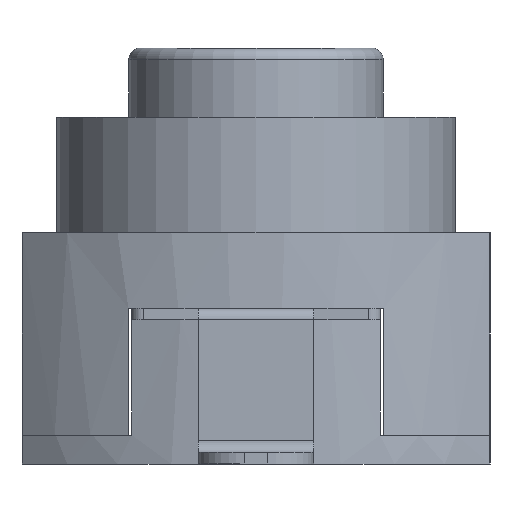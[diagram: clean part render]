
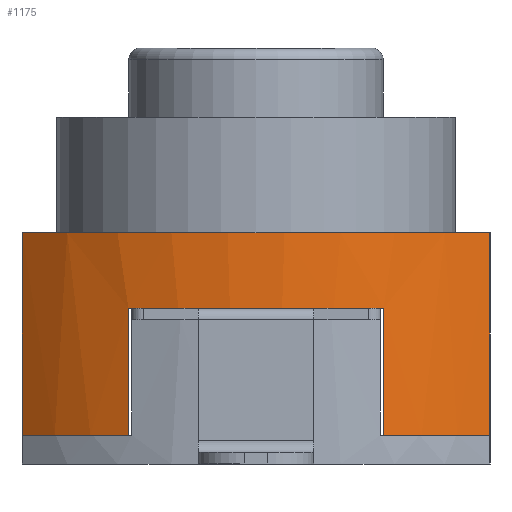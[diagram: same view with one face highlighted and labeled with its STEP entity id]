
A CAD part, left-side view. The second image highlights one B-rep face of the part: STEP entity #1175.
In plain terms, the highlighted cylindrical face has radius 6.05 mm (diameter 12.1 mm), a partial arc.
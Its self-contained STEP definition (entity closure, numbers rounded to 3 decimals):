
#33=CYLINDRICAL_SURFACE('',#1278,6.05);
#61=CIRCLE('',#1270,6.05);
#64=CIRCLE('',#1274,6.05);
#65=CIRCLE('',#1276,6.05);
#67=CIRCLE('',#1279,6.05);
#122=FACE_OUTER_BOUND('',#192,.T.);
#192=EDGE_LOOP('',(#837,#838,#839,#840,#841,#842,#843,#844));
#267=LINE('',#1806,#385);
#269=LINE('',#1812,#387);
#274=LINE('',#1833,#392);
#275=LINE('',#1836,#393);
#385=VECTOR('',#1435,10.);
#387=VECTOR('',#1439,10.);
#392=VECTOR('',#1464,10.);
#393=VECTOR('',#1467,10.);
#501=VERTEX_POINT('',#1800);
#503=VERTEX_POINT('',#1804);
#504=VERTEX_POINT('',#1808);
#506=VERTEX_POINT('',#1811);
#509=VERTEX_POINT('',#1822);
#510=VERTEX_POINT('',#1826);
#512=VERTEX_POINT('',#1832);
#513=VERTEX_POINT('',#1834);
#624=EDGE_CURVE('',#501,#503,#267,.T.);
#626=EDGE_CURVE('',#506,#504,#269,.T.);
#629=EDGE_CURVE('',#503,#506,#61,.T.);
#633=EDGE_CURVE('',#504,#509,#64,.T.);
#634=EDGE_CURVE('',#510,#501,#65,.T.);
#637=EDGE_CURVE('',#509,#512,#274,.T.);
#638=EDGE_CURVE('',#513,#512,#67,.T.);
#639=EDGE_CURVE('',#510,#513,#275,.T.);
#837=ORIENTED_EDGE('',*,*,#624,.T.);
#838=ORIENTED_EDGE('',*,*,#629,.T.);
#839=ORIENTED_EDGE('',*,*,#626,.T.);
#840=ORIENTED_EDGE('',*,*,#633,.T.);
#841=ORIENTED_EDGE('',*,*,#637,.T.);
#842=ORIENTED_EDGE('',*,*,#638,.F.);
#843=ORIENTED_EDGE('',*,*,#639,.F.);
#844=ORIENTED_EDGE('',*,*,#634,.T.);
#1175=ADVANCED_FACE('',(#122),#33,.T.);
#1270=AXIS2_PLACEMENT_3D('',#1817,#1444,#1445);
#1274=AXIS2_PLACEMENT_3D('',#1824,#1453,#1454);
#1276=AXIS2_PLACEMENT_3D('',#1827,#1457,#1458);
#1278=AXIS2_PLACEMENT_3D('',#1831,#1462,#1463);
#1279=AXIS2_PLACEMENT_3D('',#1835,#1465,#1466);
#1435=DIRECTION('',(0.,0.,1.));
#1439=DIRECTION('',(0.,0.,-1.));
#1444=DIRECTION('center_axis',(0.,0.,1.));
#1445=DIRECTION('ref_axis',(-0.743,0.669,0.));
#1453=DIRECTION('center_axis',(0.,0.,1.));
#1454=DIRECTION('ref_axis',(-0.743,0.669,0.));
#1457=DIRECTION('center_axis',(0.,0.,1.));
#1458=DIRECTION('ref_axis',(-0.743,0.669,0.));
#1462=DIRECTION('center_axis',(0.,0.,1.));
#1463=DIRECTION('ref_axis',(-0.743,0.669,0.));
#1464=DIRECTION('',(0.,0.,1.));
#1465=DIRECTION('center_axis',(0.,0.,1.));
#1466=DIRECTION('ref_axis',(-0.743,0.669,0.));
#1467=DIRECTION('',(0.,0.,1.));
#1800=CARTESIAN_POINT('',(-5.632,2.21,0.5));
#1804=CARTESIAN_POINT('',(-5.632,2.21,2.7));
#1806=CARTESIAN_POINT('',(-5.632,2.21,0.5));
#1808=CARTESIAN_POINT('',(-5.632,-2.21,0.5));
#1811=CARTESIAN_POINT('',(-5.632,-2.21,2.7));
#1812=CARTESIAN_POINT('',(-5.632,-2.21,0.5));
#1817=CARTESIAN_POINT('Origin',(0.,0.,2.7));
#1822=CARTESIAN_POINT('',(-4.494,-4.05,0.5));
#1824=CARTESIAN_POINT('Origin',(0.,0.,0.5));
#1826=CARTESIAN_POINT('',(-4.494,4.05,0.5));
#1827=CARTESIAN_POINT('Origin',(0.,0.,0.5));
#1831=CARTESIAN_POINT('Origin',(0.,0.,0.5));
#1832=CARTESIAN_POINT('',(-4.494,-4.05,4.));
#1833=CARTESIAN_POINT('',(-4.494,-4.05,0.5));
#1834=CARTESIAN_POINT('',(-4.494,4.05,4.));
#1835=CARTESIAN_POINT('Origin',(0.,0.,4.));
#1836=CARTESIAN_POINT('',(-4.494,4.05,0.5));
